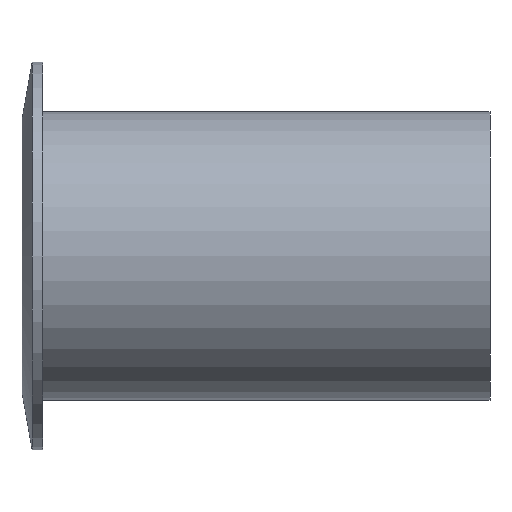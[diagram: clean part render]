
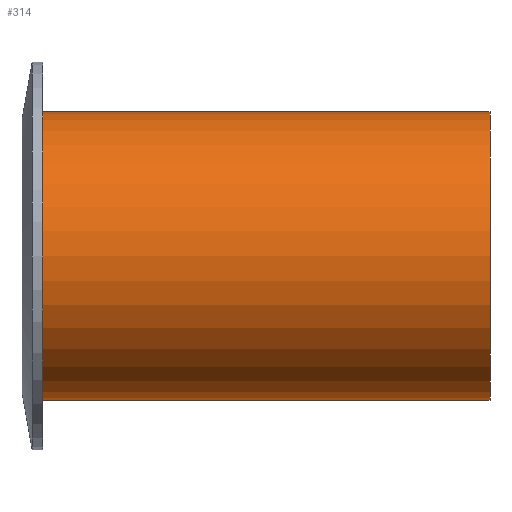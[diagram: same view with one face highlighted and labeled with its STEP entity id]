
A CAD part, left-side view. The second image highlights one B-rep face of the part: STEP entity #314.
In plain terms, the highlighted cylindrical face has radius 6.718 mm (diameter 13.437 mm), a partial arc.
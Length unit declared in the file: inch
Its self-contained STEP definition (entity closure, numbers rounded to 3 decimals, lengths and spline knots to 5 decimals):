
#2 = DIRECTION ( 'NONE',  ( 0., -1., 0. ) ) ;
#5 = LINE ( 'NONE', #40, #175 ) ;
#8 = CARTESIAN_POINT ( 'NONE',  ( 0., -0.858, 0. ) ) ;
#35 = EDGE_CURVE ( 'NONE', #167, #142, #308, .T. ) ;
#40 = CARTESIAN_POINT ( 'NONE',  ( 0., -0.858, 0.2645 ) ) ;
#60 = CIRCLE ( 'NONE', #139, 0.2645 ) ;
#72 = DIRECTION ( 'NONE',  ( 0., 0., -1. ) ) ;
#83 = CARTESIAN_POINT ( 'NONE',  ( 0., -0.038, -0.2645 ) ) ;
#87 = CARTESIAN_POINT ( 'NONE',  ( 0., -0.858, -0.2645 ) ) ;
#90 = CARTESIAN_POINT ( 'NONE',  ( 0., -0.858, -0.2645 ) ) ;
#117 = EDGE_CURVE ( 'NONE', #201, #142, #471, .T. ) ;
#125 = ORIENTED_EDGE ( 'NONE', *, *, #159, .T. ) ;
#139 = AXIS2_PLACEMENT_3D ( 'NONE', #379, #160, #417 ) ;
#142 = VERTEX_POINT ( 'NONE', #90 ) ;
#155 = DIRECTION ( 'NONE',  ( 0., -1., 0. ) ) ;
#158 = DIRECTION ( 'NONE',  ( 0., 0., -1. ) ) ;
#159 = EDGE_CURVE ( 'NONE', #284, #201, #60, .T. ) ;
#160 = DIRECTION ( 'NONE',  ( 0., -1., 0. ) ) ;
#167 = VERTEX_POINT ( 'NONE', #198 ) ;
#175 = VECTOR ( 'NONE', #155, 39.37008 ) ;
#198 = CARTESIAN_POINT ( 'NONE',  ( 0., -0.858, 0.2645 ) ) ;
#201 = VERTEX_POINT ( 'NONE', #83 ) ;
#223 = ORIENTED_EDGE ( 'NONE', *, *, #468, .F. ) ;
#240 = AXIS2_PLACEMENT_3D ( 'NONE', #8, #2, #158 ) ;
#272 = AXIS2_PLACEMENT_3D ( 'NONE', #404, #367, #72 ) ;
#273 = VECTOR ( 'NONE', #342, 39.37008 ) ;
#284 = VERTEX_POINT ( 'NONE', #297 ) ;
#297 = CARTESIAN_POINT ( 'NONE',  ( 0., -0.038, 0.2645 ) ) ;
#307 = FACE_OUTER_BOUND ( 'NONE', #398, .T. ) ;
#308 = CIRCLE ( 'NONE', #240, 0.2645 ) ;
#314 = ADVANCED_FACE ( 'NONE', ( #307 ), #401, .T. ) ;
#342 = DIRECTION ( 'NONE',  ( 0., -1., 0. ) ) ;
#347 = ORIENTED_EDGE ( 'NONE', *, *, #117, .T. ) ;
#359 = ORIENTED_EDGE ( 'NONE', *, *, #35, .F. ) ;
#367 = DIRECTION ( 'NONE',  ( 0., -1., 0. ) ) ;
#379 = CARTESIAN_POINT ( 'NONE',  ( 0., -0.038, 0. ) ) ;
#398 = EDGE_LOOP ( 'NONE', ( #223, #125, #347, #359 ) ) ;
#401 = CYLINDRICAL_SURFACE ( 'NONE', #272, 0.2645 ) ;
#404 = CARTESIAN_POINT ( 'NONE',  ( 0., -0.858, 0. ) ) ;
#417 = DIRECTION ( 'NONE',  ( 0., 0., -1. ) ) ;
#468 = EDGE_CURVE ( 'NONE', #284, #167, #5, .T. ) ;
#471 = LINE ( 'NONE', #87, #273 ) ;
